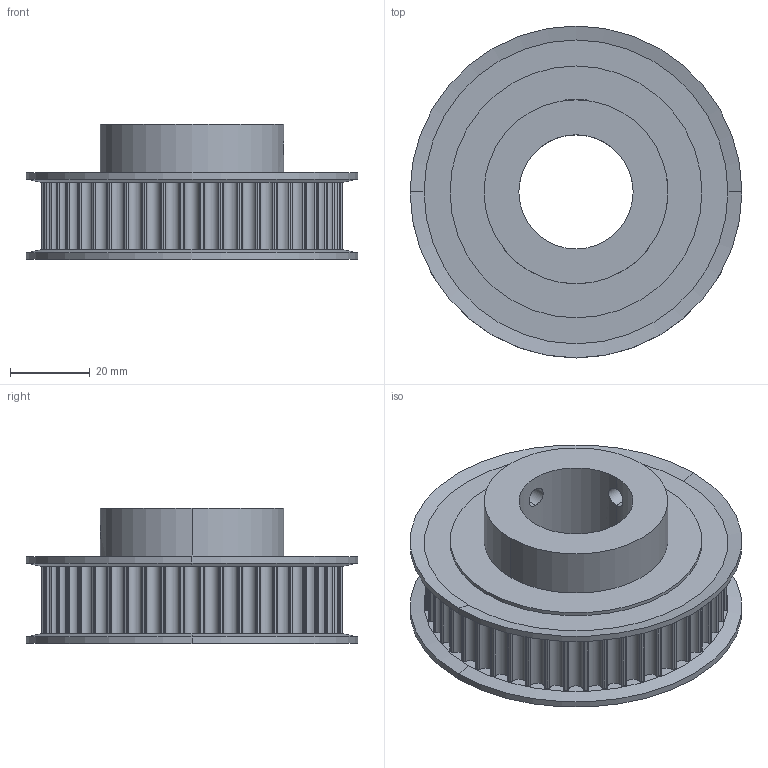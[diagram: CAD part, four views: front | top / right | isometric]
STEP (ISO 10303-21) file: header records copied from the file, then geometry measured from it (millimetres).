
FILE_DESCRIPTION (( 'STEP AP203' ), '1' );
FILE_NAME ('A48-5M15-SS-1125.step', '2023-08-24T19:23:05', ( '' ), ( '' ), 'SwSTEP 2.0', 'SolidWorks 2021', '' );
FILE_SCHEMA (( 'CONFIG_CONTROL_DESIGN' ));
Length unit declared in the file: millimetre
Products named in the file (1): A48-5M15-SS-1125
Bounding box: 83 x 83 x 34 mm (x, y, z)
Volume: 91724.1 mm3; surface area: 29784.9 mm2
Topology: 5 solids, 5 shells, 322 faces, 889 edges, 576 vertices
Faces by surface type: cylinder 263, cone 34, plane 25
Entity records: 10928 total; most frequent: CARTESIAN_POINT 2198, DIRECTION 2041, ORIENTED_EDGE 1770, EDGE_CURVE 885, AXIS2_PLACEMENT_3D 871, VERTEX_POINT 576, CIRCLE 548, EDGE_LOOP 335
